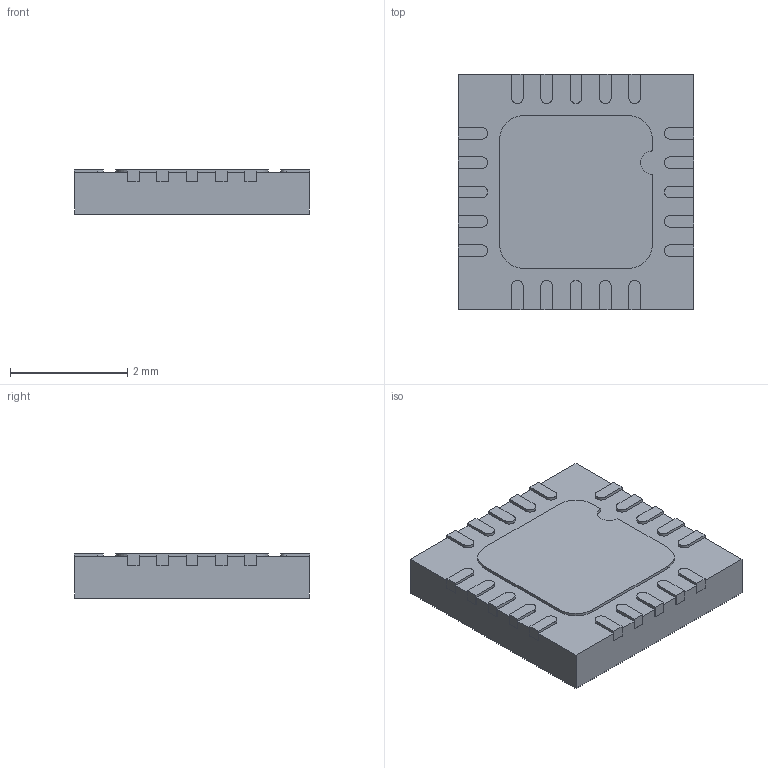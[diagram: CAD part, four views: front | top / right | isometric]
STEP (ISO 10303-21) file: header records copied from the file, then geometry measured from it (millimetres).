
FILE_DESCRIPTION(/* description */ (''),/* implementation_level */ '2;1');
FILE_NAME(/* name */ 'TINY24_20M1.stp',/* time_stamp */ '2014-06-12T10:12:41+02:00',/* author */ (''),/* organization */ (''),/* preprocessor_version */ 'ST-DEVELOPER v15',/* originating_system */ 'SIEMENS PLM Software NX 8.5',/* authorisation */ '');
FILE_SCHEMA (('AP203_CONFIGURATION_CONTROLLED_3D_DESIGN_OF_MECHANICAL_PARTS_AND_ASSEMBLIES_MIM_LF { 1 0 10303 403 2 1 2}'));
Length unit declared in the file: millimetre
Products named in the file (1): TINY24_20M1
Bounding box: 4.02 x 4.02 x 0.75 mm (x, y, z)
Volume: 11.6 mm3; surface area: 45.2 mm2
Topology: 1 solids, 1 shells, 139 faces, 405 edges, 292 vertices
Faces by surface type: plane 113, cylinder 26
Full cylindrical faces by diameter (mm): 0.2 x1
Entity records: 4667 total; most frequent: CARTESIAN_POINT 837, ORIENTED_EDGE 808, DIRECTION 738, EDGE_CURVE 404, LINE 352, VECTOR 352, VERTEX_POINT 270, AXIS2_PLACEMENT_3D 193
